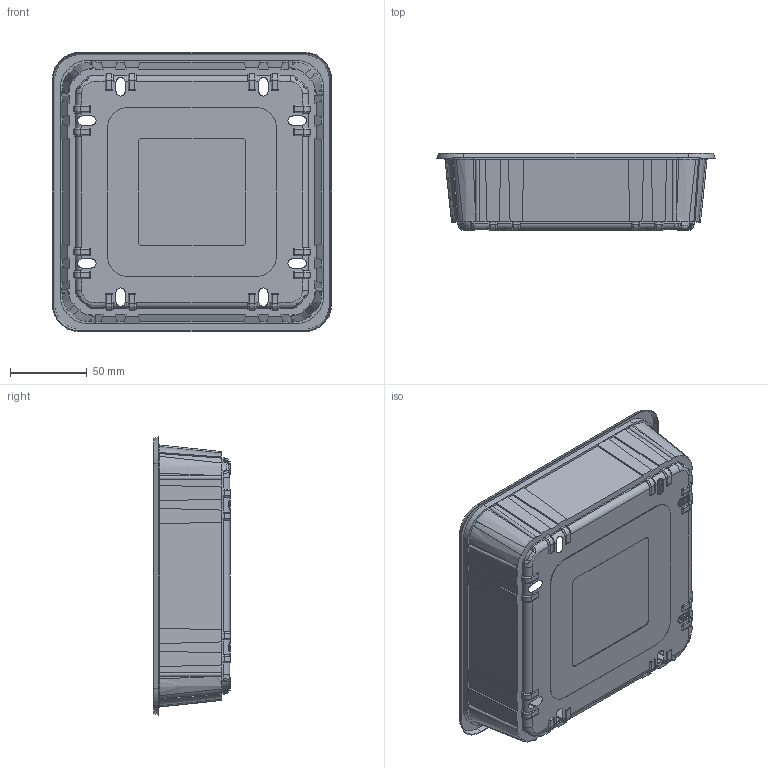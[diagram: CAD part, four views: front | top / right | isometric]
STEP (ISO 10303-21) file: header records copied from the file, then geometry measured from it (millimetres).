
FILE_DESCRIPTION (( 'STEP AP203' ), '1' );
FILE_NAME ('PK60 h50.STEP', '2019-12-16T11:44:42', ( '' ), ( '' ), 'SwSTEP 2.0', 'SolidWorks 2015', '' );
FILE_SCHEMA (( 'CONFIG_CONTROL_DESIGN' ));
Length unit declared in the file: millimetre
Products named in the file (1): PK60 h50
Bounding box: 182 x 50 x 182 mm (x, y, z)
Surface area: 63677.6 mm2 (no closed solid volume)
Topology: 0 solids, 1 shells, 452 faces, 1282 edges, 829 vertices
Faces by surface type: plane 191, cylinder 153, bspline 104, cone 4
Entity records: 21013 total; most frequent: CARTESIAN_POINT 10048, ORIENTED_EDGE 2508, DIRECTION 1967, EDGE_CURVE 1282, VERTEX_POINT 829, LINE 705, VECTOR 705, AXIS2_PLACEMENT_3D 631
